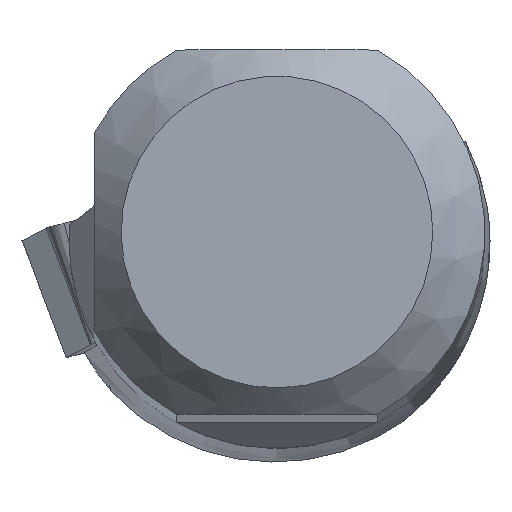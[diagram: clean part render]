
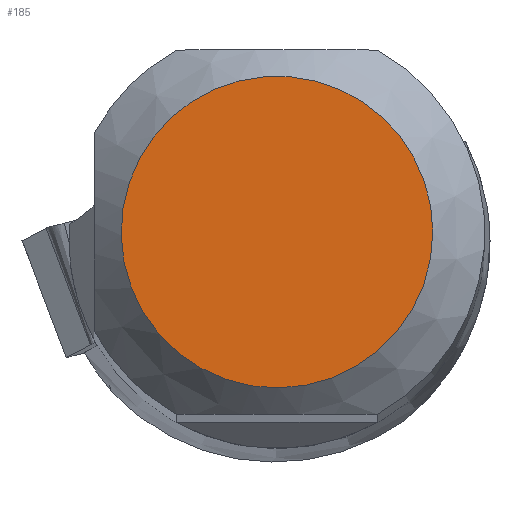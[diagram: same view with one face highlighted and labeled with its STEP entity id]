
A CAD part, top view. The second image highlights one B-rep face of the part: STEP entity #185.
In plain terms, the highlighted planar face has unit normal (0, 0, 1).
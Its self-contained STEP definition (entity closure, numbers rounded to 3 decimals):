
#147=FACE_OUTER_BOUND('',#360,.T.);
#185=ADVANCED_FACE('',(#147),#215,.T.);
#215=PLANE('',#930);
#360=EDGE_LOOP('',(#485));
#485=ORIENTED_EDGE('',*,*,#729,.T.);
#646=VERTEX_POINT('',#1471);
#729=EDGE_CURVE('',#646,#646,#786,.T.);
#786=CIRCLE('',#929,2.994);
#929=AXIS2_PLACEMENT_3D('',#1470,#1100,#1101);
#930=AXIS2_PLACEMENT_3D('',#1472,#1102,#1103);
#1100=DIRECTION('',(0.,0.,1.));
#1101=DIRECTION('',(1.,0.,0.));
#1102=DIRECTION('',(0.,0.,1.));
#1103=DIRECTION('',(1.,0.,0.));
#1470=CARTESIAN_POINT('',(0.,0.,0.));
#1471=CARTESIAN_POINT('',(2.994,0.,0.));
#1472=CARTESIAN_POINT('',(0.,0.,
0.));
